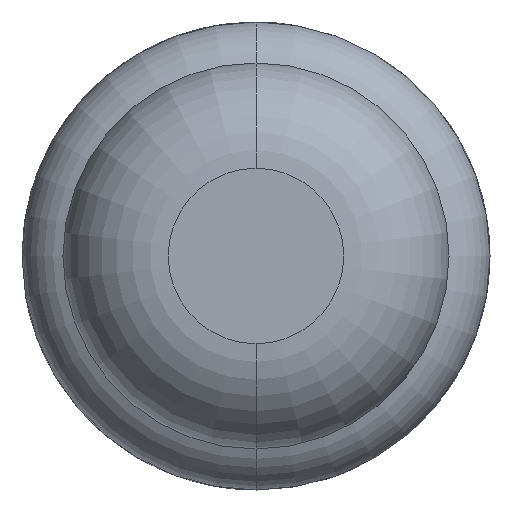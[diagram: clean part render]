
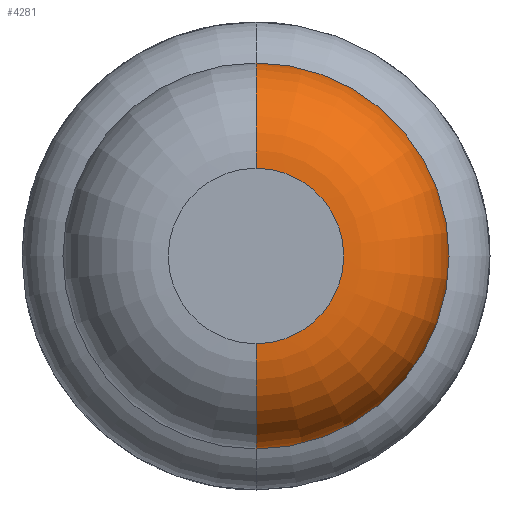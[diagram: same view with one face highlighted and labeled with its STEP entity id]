
A CAD part, front view. The second image highlights one B-rep face of the part: STEP entity #4281.
In plain terms, the highlighted toroidal (fillet/blend) face has major radius 0.375 mm and minor radius 0.45 mm.
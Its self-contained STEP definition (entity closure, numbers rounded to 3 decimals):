
#47 = VERTEX_POINT ( 'NONE', #4316 ) ;
#68 = TOROIDAL_SURFACE ( 'NONE', #1675, 0.375, 0.45 ) ;
#133 = CIRCLE ( 'NONE', #1040, 0.375 ) ;
#284 = DIRECTION ( 'NONE',  ( 0., 0., 1. ) ) ;
#349 = ORIENTED_EDGE ( 'NONE', *, *, #5009, .F. ) ;
#388 = VERTEX_POINT ( 'NONE', #3444 ) ;
#420 = AXIS2_PLACEMENT_3D ( 'NONE', #4669, #5055, #1485 ) ;
#1040 = AXIS2_PLACEMENT_3D ( 'NONE', #2716, #5031, #284 ) ;
#1090 = EDGE_LOOP ( 'NONE', ( #2346, #4367, #3120, #349 ) ) ;
#1105 = DIRECTION ( 'NONE',  ( -1., 0., 0. ) ) ;
#1363 = CARTESIAN_POINT ( 'NONE',  ( 0., -25.55, 0. ) ) ;
#1485 = DIRECTION ( 'NONE',  ( 0., 0., 1. ) ) ;
#1549 = FACE_OUTER_BOUND ( 'NONE', #1090, .T. ) ;
#1675 = AXIS2_PLACEMENT_3D ( 'NONE', #1363, #3379, #2991 ) ;
#2346 = ORIENTED_EDGE ( 'NONE', *, *, #4419, .T. ) ;
#2509 = VERTEX_POINT ( 'NONE', #3460 ) ;
#2716 = CARTESIAN_POINT ( 'NONE',  ( 0., -26., 0. ) ) ;
#2991 = DIRECTION ( 'NONE',  ( 0., 0., 1. ) ) ;
#3076 = AXIS2_PLACEMENT_3D ( 'NONE', #5059, #1105, #3897 ) ;
#3117 = CARTESIAN_POINT ( 'NONE',  ( 0., -25.55, -0.375 ) ) ;
#3120 = ORIENTED_EDGE ( 'NONE', *, *, #3807, .F. ) ;
#3261 = VERTEX_POINT ( 'NONE', #4687 ) ;
#3379 = DIRECTION ( 'NONE',  ( 0., 1., 0. ) ) ;
#3429 = DIRECTION ( 'NONE',  ( 1., 0., 0. ) ) ;
#3444 = CARTESIAN_POINT ( 'NONE',  ( 0., -25.55, 0.825 ) ) ;
#3460 = CARTESIAN_POINT ( 'NONE',  ( 0., -26., 0.375 ) ) ;
#3536 = AXIS2_PLACEMENT_3D ( 'NONE', #3117, #3429, #4223 ) ;
#3670 = CIRCLE ( 'NONE', #3076, 0.45 ) ;
#3807 = EDGE_CURVE ( 'Defeature ausgef�hrt1_8+Defeature ausgef�hrt1_7+Defeature ausgef�hrt1_7+Defeature ausgef�hrt1_7', #388, #3261, #4476, .T. ) ;
#3897 = DIRECTION ( 'NONE',  ( 0., 0., 1. ) ) ;
#4104 = CIRCLE ( 'NONE', #3536, 0.45 ) ;
#4223 = DIRECTION ( 'NONE',  ( 0., 0., -1. ) ) ;
#4281 = ADVANCED_FACE ( 'Defeature ausgef�hrt1_7', ( #1549 ), #68, .T. ) ;
#4316 = CARTESIAN_POINT ( 'NONE',  ( 0., -26., -0.375 ) ) ;
#4367 = ORIENTED_EDGE ( 'NONE', *, *, #4428, .T. ) ;
#4419 = EDGE_CURVE ( 'Defeature ausgef�hrt1_7+Defeature ausgef�hrt1_6+Defeature ausgef�hrt1_6+Defeature ausgef�hrt1_6', #2509, #47, #133, .T. ) ;
#4428 = EDGE_CURVE ( 'NONE', #47, #3261, #4104, .T. ) ;
#4476 = CIRCLE ( 'NONE', #420, 0.825 ) ;
#4669 = CARTESIAN_POINT ( 'NONE',  ( 0., -25.55, 0. ) ) ;
#4687 = CARTESIAN_POINT ( 'NONE',  ( 0., -25.55, -0.825 ) ) ;
#5009 = EDGE_CURVE ( 'NONE', #2509, #388, #3670, .T. ) ;
#5031 = DIRECTION ( 'NONE',  ( 0., 1., 0. ) ) ;
#5055 = DIRECTION ( 'NONE',  ( 0., 1., 0. ) ) ;
#5059 = CARTESIAN_POINT ( 'NONE',  ( 0., -25.55, 0.375 ) ) ;
